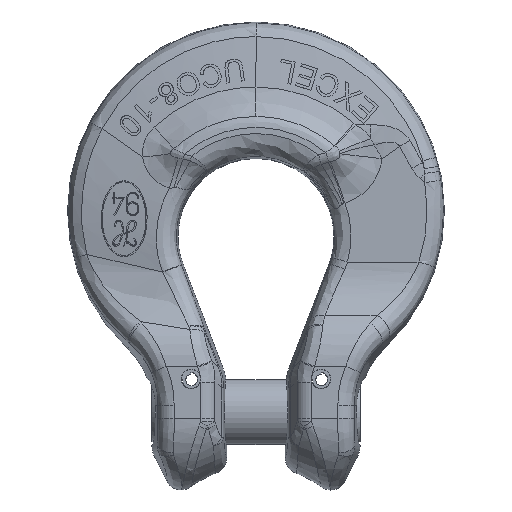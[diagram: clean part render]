
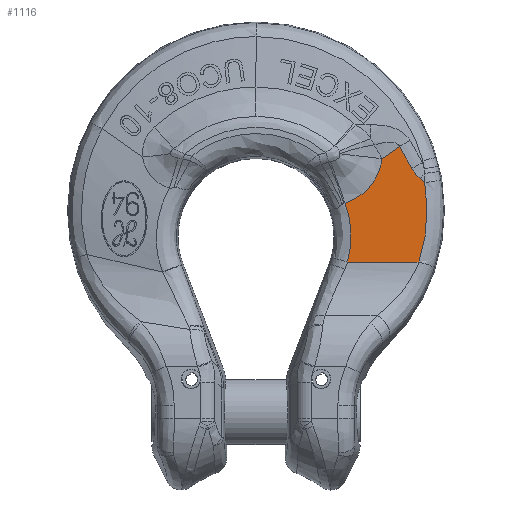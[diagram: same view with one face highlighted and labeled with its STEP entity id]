
A CAD part, top view. The second image highlights one B-rep face of the part: STEP entity #1116.
In plain terms, the highlighted planar face has unit normal (0, 0, 1).
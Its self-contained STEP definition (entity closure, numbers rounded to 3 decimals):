
#1116=ADVANCED_FACE('NONE',(#2844),#2845,.F.);
#2844=FACE_OUTER_BOUND('',#7977,.T.);
#2845=PLANE('',#7978);
#7977=EDGE_LOOP('',(#21625,#21626,#21627,#21628,#21629,#21630,#21631,#21632));
#7978=AXIS2_PLACEMENT_3D('',#21633,#21634,#21635);
#21625=ORIENTED_EDGE('',*,*,#26496,.F.);
#21626=ORIENTED_EDGE('',*,*,#26860,.F.);
#21627=ORIENTED_EDGE('',*,*,#26861,.F.);
#21628=ORIENTED_EDGE('',*,*,#26862,.F.);
#21629=ORIENTED_EDGE('',*,*,#26863,.F.);
#21630=ORIENTED_EDGE('',*,*,#26864,.F.);
#21631=ORIENTED_EDGE('',*,*,#26602,.F.);
#21632=ORIENTED_EDGE('',*,*,#26856,.T.);
#21633=CARTESIAN_POINT('',(4.5,-4.141,4.25));
#21634=DIRECTION('',(0.0,0.0,-1.0));
#21635=DIRECTION('',(-0.0,1.0,0.0));
#26496=EDGE_CURVE('NONE',#29421,#29417,#29423,.T.);
#26602=EDGE_CURVE('NONE',#29570,#29572,#29573,.T.);
#26856=EDGE_CURVE('NONE',#29570,#29417,#30007,.T.);
#26860=EDGE_CURVE('NONE',#30012,#29421,#30013,.T.);
#26861=EDGE_CURVE('NONE',#30014,#30012,#30015,.T.);
#26862=EDGE_CURVE('NONE',#30016,#30014,#30017,.T.);
#26863=EDGE_CURVE('NONE',#30018,#30016,#30019,.T.);
#26864=EDGE_CURVE('NONE',#29572,#30018,#30020,.T.);
#29417=VERTEX_POINT('NONE',#35323);
#29421=VERTEX_POINT('NONE',#35338);
#29423=(B_SPLINE_CURVE(3,(#35341,#35342,#35343,#35344),.UNSPECIFIED.,.F.,.F.)B_SPLINE_CURVE_WITH_KNOTS((4,4),(0.0,1.0),.UNSPECIFIED.)RATIONAL_B_SPLINE_CURVE((1.0,0.982,0.982,1.0))BOUNDED_CURVE()REPRESENTATION_ITEM('')GEOMETRIC_REPRESENTATION_ITEM()CURVE());
#29570=VERTEX_POINT('NONE',#36041);
#29572=VERTEX_POINT('NONE',#36043);
#29573=(B_SPLINE_CURVE(3,(#36045,#36046,#36047,#36048),.UNSPECIFIED.,.F.,.F.)B_SPLINE_CURVE_WITH_KNOTS((4,4),(0.0,1.0),.UNSPECIFIED.)RATIONAL_B_SPLINE_CURVE((1.0,0.967,0.967,1.0))BOUNDED_CURVE()REPRESENTATION_ITEM('')GEOMETRIC_REPRESENTATION_ITEM()CURVE());
#30007=LINE('',#37844,#37845);
#30012=VERTEX_POINT('NONE',#37858);
#30013=LINE('',#37859,#37860);
#30014=VERTEX_POINT('NONE',#37861);
#30015=B_SPLINE_CURVE_WITH_KNOTS('',3,(#37862,#37863,#37864,#37865,#37866,#37867),.UNSPECIFIED.,.F.,.F.,(4,2,4),(0.0,0.5,1.0),.UNSPECIFIED.);
#30016=VERTEX_POINT('NONE',#37868);
#30017=LINE('',#37869,#37870);
#30018=VERTEX_POINT('NONE',#37871);
#30019=LINE('',#37872,#37873);
#30020=B_SPLINE_CURVE_WITH_KNOTS('',3,(#37874,#37875,#37876,#37877,#37878,#37879,#37880,#37881,#37882,#37883,#37884,#37885,#37886,#37887,#37888,#37889),.UNSPECIFIED.,.F.,.F.,(4,2,2,2,2,2,2,4),(0.0,0.125,0.25,0.375,0.5,0.625,0.75,1.0),.UNSPECIFIED.);
#35323=CARTESIAN_POINT('',(25.078,-3.932,4.25));
#35338=CARTESIAN_POINT('',(25.954,8.264,4.25));
#35341=CARTESIAN_POINT('',(25.954,8.264,4.25));
#35342=CARTESIAN_POINT('',(26.627,4.168,4.25));
#35343=CARTESIAN_POINT('',(26.33,0.027,4.25));
#35344=CARTESIAN_POINT('',(25.078,-3.932,4.25));
#36041=CARTESIAN_POINT('',(14.09,-3.932,4.25));
#36043=CARTESIAN_POINT('',(13.7,5.129,4.25));
#36045=CARTESIAN_POINT('',(14.09,-3.932,4.25));
#36046=CARTESIAN_POINT('',(14.93,-0.921,4.25));
#36047=CARTESIAN_POINT('',(14.796,2.201,4.25));
#36048=CARTESIAN_POINT('',(13.7,5.129,4.25));
#37844=CARTESIAN_POINT('',(-37.5,-3.932,4.25));
#37845=VECTOR('',#48878,1000.0);
#37858=CARTESIAN_POINT('',(25.243,8.872,4.25));
#37859=CARTESIAN_POINT('',(25.243,8.872,4.25));
#37860=VECTOR('',#48879,1000.0);
#37861=CARTESIAN_POINT('',(23.963,10.475,4.25));
#37862=CARTESIAN_POINT('',(23.963,10.475,4.25));
#37863=CARTESIAN_POINT('',(24.133,10.173,4.25));
#37864=CARTESIAN_POINT('',(24.321,9.886,4.25));
#37865=CARTESIAN_POINT('',(24.744,9.349,4.25));
#37866=CARTESIAN_POINT('',(24.978,9.098,4.25));
#37867=CARTESIAN_POINT('',(25.243,8.872,4.25));
#37868=CARTESIAN_POINT('',(22.071,13.847,4.25));
#37869=CARTESIAN_POINT('',(22.071,13.847,4.25));
#37870=VECTOR('',#48880,1000.0);
#37871=CARTESIAN_POINT('',(19.403,11.979,4.25));
#37872=CARTESIAN_POINT('',(19.403,11.979,4.25));
#37873=VECTOR('',#48881,1000.0);
#37874=CARTESIAN_POINT('',(13.7,5.129,4.25));
#37875=CARTESIAN_POINT('',(14.072,5.26,4.25));
#37876=CARTESIAN_POINT('',(14.436,5.41,4.25));
#37877=CARTESIAN_POINT('',(15.145,5.756,4.25));
#37878=CARTESIAN_POINT('',(15.488,5.951,4.25));
#37879=CARTESIAN_POINT('',(16.14,6.382,4.25));
#37880=CARTESIAN_POINT('',(16.451,6.619,4.25));
#37881=CARTESIAN_POINT('',(17.038,7.139,4.25));
#37882=CARTESIAN_POINT('',(17.317,7.423,4.25));
#37883=CARTESIAN_POINT('',(17.822,8.022,4.25));
#37884=CARTESIAN_POINT('',(18.052,8.338,4.25));
#37885=CARTESIAN_POINT('',(18.464,9.002,4.25));
#37886=CARTESIAN_POINT('',(18.647,9.354,4.25));
#37887=CARTESIAN_POINT('',(19.114,10.438,4.25));
#37888=CARTESIAN_POINT('',(19.315,11.192,4.25));
#37889=CARTESIAN_POINT('',(19.403,11.979,4.25));
#48878=DIRECTION('',(1.0,0.0,-0.0));
#48879=DIRECTION('',(0.76,-0.65,0.0));
#48880=DIRECTION('',(0.489,-0.872,0.0));
#48881=DIRECTION('',(0.819,0.574,0.0));
